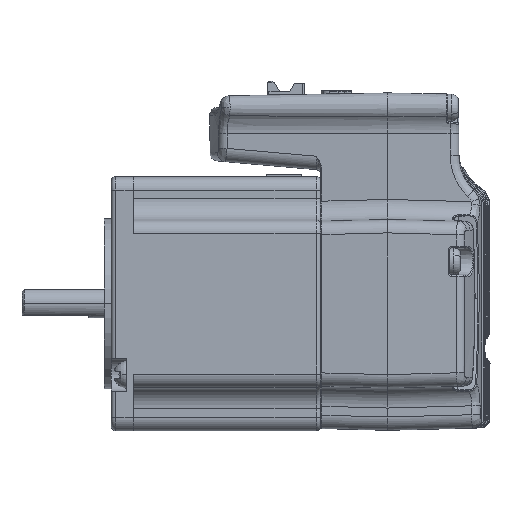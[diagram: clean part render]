
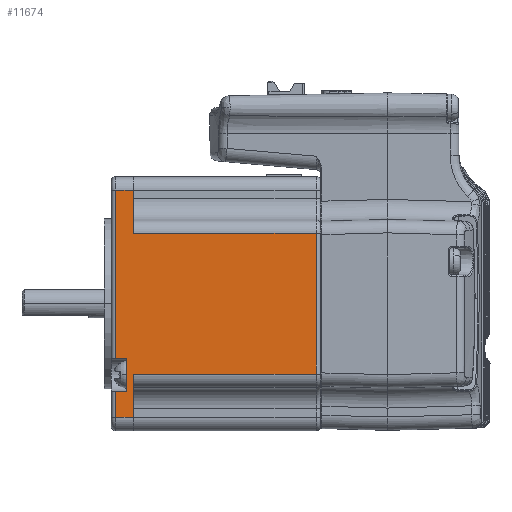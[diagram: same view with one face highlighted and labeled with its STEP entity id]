
A CAD part, left-side view. The second image highlights one B-rep face of the part: STEP entity #11674.
In plain terms, the highlighted planar face has unit normal (-1, 0, 0).
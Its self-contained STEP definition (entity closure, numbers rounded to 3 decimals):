
#11674=ADVANCED_FACE('     F17',(#23847),#23848,.T.);
#23847=FACE_OUTER_BOUND('',#56732,.T.);
#23848=PLANE('',#56733);
#56732=EDGE_LOOP('',(#86296,#86297,#86298,#86299,#86300,#86301,#86302,#86303,#86304,#86305,#86306,#86307));
#56733=AXIS2_PLACEMENT_3D('',#86308,#86309,#86310);
#86296=ORIENTED_EDGE('',*,*,#98669,.F.);
#86297=ORIENTED_EDGE('',*,*,#100105,.T.);
#86298=ORIENTED_EDGE('',*,*,#99809,.F.);
#86299=ORIENTED_EDGE('',*,*,#92787,.T.);
#86300=ORIENTED_EDGE('',*,*,#100106,.F.);
#86301=ORIENTED_EDGE('',*,*,#91856,.T.);
#86302=ORIENTED_EDGE('',*,*,#96379,.F.);
#86303=ORIENTED_EDGE('',*,*,#96342,.T.);
#86304=ORIENTED_EDGE('',*,*,#95184,.F.);
#86305=ORIENTED_EDGE('',*,*,#96553,.T.);
#86306=ORIENTED_EDGE('',*,*,#99979,.T.);
#86307=ORIENTED_EDGE('',*,*,#97115,.T.);
#86308=CARTESIAN_POINT('',(-203.673,0.,-28.5));
#86309=DIRECTION('',(-1.0,0.0,0.0));
#86310=DIRECTION('',(0.0,0.,1.0));
#91856=EDGE_CURVE('',#101632,#101630,#101633,.T.);
#92787=EDGE_CURVE('',#103236,#103237,#103238,.F.);
#95184=EDGE_CURVE('',#107140,#107142,#107143,.F.);
#96342=EDGE_CURVE('',#108835,#107142,#108836,.F.);
#96379=EDGE_CURVE('',#108835,#101630,#108891,.F.);
#96553=EDGE_CURVE('',#107140,#101125,#109133,.F.);
#97115=EDGE_CURVE('',#102723,#109914,#109916,.T.);
#98669=EDGE_CURVE('',#111918,#109914,#111919,.F.);
#99809=EDGE_CURVE('',#103236,#101478,#113322,.F.);
#99979=EDGE_CURVE('',#101125,#102723,#113532,.T.);
#100105=EDGE_CURVE('',#111918,#101478,#113679,.T.);
#100106=EDGE_CURVE('',#101632,#103237,#113680,.T.);
#101125=VERTEX_POINT('',#114863);
#101478=VERTEX_POINT('',#115547);
#101630=VERTEX_POINT('',#115773);
#101632=VERTEX_POINT('',#115775);
#101633=LINE('',#115776,#115777);
#102723=VERTEX_POINT('',#117915);
#103236=VERTEX_POINT('',#118744);
#103237=VERTEX_POINT('',#118745);
#103238=LINE('',#118746,#118747);
#107140=VERTEX_POINT('',#125819);
#107142=VERTEX_POINT('',#125821);
#107143=LINE('',#125822,#125823);
#108835=VERTEX_POINT('',#129015);
#108836=LINE('',#129016,#129017);
#108891=LINE('',#129105,#129106);
#109133=LINE('',#129542,#129543);
#109914=VERTEX_POINT('',#130876);
#109916=LINE('',#130878,#130879);
#111918=VERTEX_POINT('',#134382);
#111919=LINE('',#134383,#134384);
#113322=LINE('',#136891,#136892);
#113532=LINE('',#137389,#137390);
#113679=LINE('',#137651,#137652);
#113680=LINE('',#137653,#137654);
#114863=CARTESIAN_POINT('',(-203.673,1.,-15.77));
#115547=CARTESIAN_POINT('',(-203.673,46.,25.5));
#115773=CARTESIAN_POINT('',(-203.673,46.,-19.6));
#115775=CARTESIAN_POINT('',(-203.673,43.5,-19.6));
#115776=CARTESIAN_POINT('',(-203.673,0.,-19.6));
#115777=VECTOR('',#140004,1000.0);
#117915=CARTESIAN_POINT('',(-203.673,1.,15.77));
#118744=CARTESIAN_POINT('',(-203.673,46.,-12.2));
#118745=CARTESIAN_POINT('',(-203.673,43.5,-12.2));
#118746=CARTESIAN_POINT('',(-203.673,0.,-12.2));
#118747=VECTOR('',#141108,1000.0);
#125819=CARTESIAN_POINT('',(-203.673,42.0,-15.77));
#125821=CARTESIAN_POINT('',(-203.673,42.0,-25.5));
#125822=CARTESIAN_POINT('',(-203.673,42.0,-28.987));
#125823=VECTOR('',#143944,1000.0);
#129015=CARTESIAN_POINT('',(-203.673,46.,-25.5));
#129016=CARTESIAN_POINT('',(-203.673,0.,-25.5));
#129017=VECTOR('',#145253,1000.0);
#129105=CARTESIAN_POINT('',(-203.673,46.,-19.6));
#129106=VECTOR('',#145292,1000.0);
#129542=CARTESIAN_POINT('',(-203.673,0.,-15.77));
#129543=VECTOR('',#145483,1000.0);
#130876=CARTESIAN_POINT('',(-203.673,42.0,15.77));
#130878=CARTESIAN_POINT('',(-203.673,0.,15.77));
#130879=VECTOR('',#146130,1000.0);
#134382=CARTESIAN_POINT('',(-203.673,42.0,25.5));
#134383=CARTESIAN_POINT('',(-203.673,42.0,15.073));
#134384=VECTOR('',#147737,1000.0);
#136891=CARTESIAN_POINT('',(-203.673,46.,25.5));
#136892=VECTOR('',#148777,1000.0);
#137389=CARTESIAN_POINT('',(-203.673,1.0,-28.5));
#137390=VECTOR('',#148923,1000.0);
#137651=CARTESIAN_POINT('',(-203.673,0.,25.5));
#137652=VECTOR('',#149001,1000.0);
#137653=CARTESIAN_POINT('',(-203.673,43.5,-21.183));
#137654=VECTOR('',#149002,1000.0);
#140004=DIRECTION('',(0.0,1.0,0.));
#141108=DIRECTION('',(0.0,1.0,0.));
#143944=DIRECTION('',(0.0,0.,1.0));
#145253=DIRECTION('',(0.0,1.0,0.));
#145292=DIRECTION('',(0.,0.,-1.0));
#145483=DIRECTION('',(0.0,1.0,0.));
#146130=DIRECTION('',(0.0,1.0,0.));
#147737=DIRECTION('',(0.0,0.,1.0));
#148777=DIRECTION('',(0.,0.,-1.0));
#148923=DIRECTION('',(0.0,0.,1.0));
#149001=DIRECTION('',(0.0,1.0,0.));
#149002=DIRECTION('',(0.0,0.,1.0));
